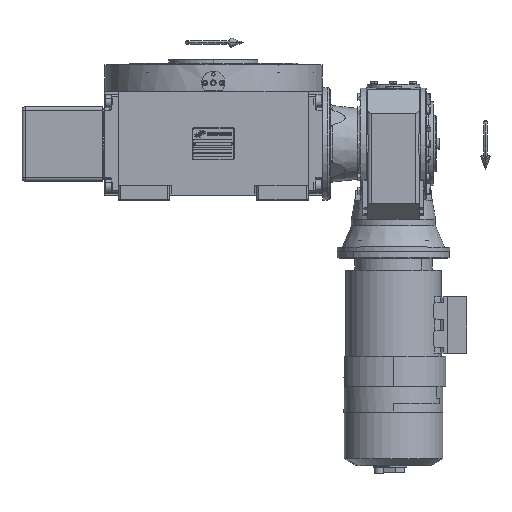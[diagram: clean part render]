
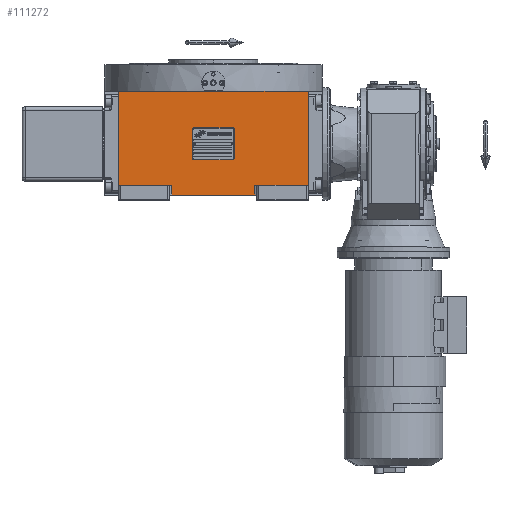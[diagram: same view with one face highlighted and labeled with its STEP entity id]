
A CAD part, top view. The second image highlights one B-rep face of the part: STEP entity #111272.
In plain terms, the highlighted planar face has unit normal (0, 0, 1).
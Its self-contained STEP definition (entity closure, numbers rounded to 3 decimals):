
#428 = VERTEX_POINT ( 'NONE', #66582 ) ;
#1657 = DIRECTION ( 'NONE',  ( 1., 0., 0. ) ) ;
#3391 = LINE ( 'NONE', #68195, #110705 ) ;
#6529 = LINE ( 'NONE', #42890, #80646 ) ;
#9035 = DIRECTION ( 'NONE',  ( 0., 1., 0. ) ) ;
#14458 = CARTESIAN_POINT ( 'NONE',  ( -59., -73., 226. ) ) ;
#16711 = DIRECTION ( 'NONE',  ( 1., 0., 0. ) ) ;
#16947 = LINE ( 'NONE', #62364, #36676 ) ;
#18734 = VERTEX_POINT ( 'NONE', #107993 ) ;
#19342 = DIRECTION ( 'NONE',  ( 1., 0., 0. ) ) ;
#19849 = CARTESIAN_POINT ( 'NONE',  ( -135., -59., 226. ) ) ;
#20539 = LINE ( 'NONE', #113218, #62498 ) ;
#21342 = VERTEX_POINT ( 'NONE', #55370 ) ;
#23188 = EDGE_LOOP ( 'NONE', ( #63946, #76149, #28116, #25558, #95009, #70501, #83655, #67874 ) ) ;
#24222 = VERTEX_POINT ( 'NONE', #98092 ) ;
#24847 = VECTOR ( 'NONE', #16711, 1000. ) ;
#25558 = ORIENTED_EDGE ( 'NONE', *, *, #78620, .T. ) ;
#25706 = EDGE_CURVE ( 'NONE', #18734, #38875, #3391, .T. ) ;
#26729 = CARTESIAN_POINT ( 'NONE',  ( 59., -73., 226. ) ) ;
#28116 = ORIENTED_EDGE ( 'NONE', *, *, #84220, .T. ) ;
#29061 = CARTESIAN_POINT ( 'NONE',  ( -59., -73., 226. ) ) ;
#32647 = EDGE_CURVE ( 'NONE', #43158, #38875, #95645, .T. ) ;
#36676 = VECTOR ( 'NONE', #9035, 1000. ) ;
#38875 = VERTEX_POINT ( 'NONE', #26729 ) ;
#40635 = VERTEX_POINT ( 'NONE', #97942 ) ;
#42890 = CARTESIAN_POINT ( 'NONE',  ( -135., -59., 226. ) ) ;
#43158 = VERTEX_POINT ( 'NONE', #14458 ) ;
#47128 = LINE ( 'NONE', #19849, #112538 ) ;
#47772 = CARTESIAN_POINT ( 'NONE',  ( 135., 75., 226. ) ) ;
#49810 = FACE_OUTER_BOUND ( 'NONE', #23188, .T. ) ;
#51605 = EDGE_CURVE ( 'NONE', #40635, #24222, #6529, .T. ) ;
#54558 = EDGE_CURVE ( 'NONE', #24222, #65346, #108150, .T. ) ;
#55370 = CARTESIAN_POINT ( 'NONE',  ( 135., -59., 226. ) ) ;
#61041 = DIRECTION ( 'NONE',  ( 0., 1., 0. ) ) ;
#62118 = CARTESIAN_POINT ( 'NONE',  ( -135., 75., 226. ) ) ;
#62364 = CARTESIAN_POINT ( 'NONE',  ( 135., -59., 226. ) ) ;
#62498 = VECTOR ( 'NONE', #85319, 1000. ) ;
#63107 = DIRECTION ( 'NONE',  ( 0., 1., 0. ) ) ;
#63946 = ORIENTED_EDGE ( 'NONE', *, *, #32647, .T. ) ;
#65346 = VERTEX_POINT ( 'NONE', #47772 ) ;
#66582 = CARTESIAN_POINT ( 'NONE',  ( -59., -59., 226. ) ) ;
#67379 = PLANE ( 'NONE',  #115055 ) ;
#67874 = ORIENTED_EDGE ( 'NONE', *, *, #117022, .F. ) ;
#68195 = CARTESIAN_POINT ( 'NONE',  ( 59., -59., 226. ) ) ;
#70501 = ORIENTED_EDGE ( 'NONE', *, *, #51605, .F. ) ;
#76149 = ORIENTED_EDGE ( 'NONE', *, *, #25706, .F. ) ;
#78620 = EDGE_CURVE ( 'NONE', #21342, #65346, #16947, .T. ) ;
#80646 = VECTOR ( 'NONE', #61041, 1000. ) ;
#83655 = ORIENTED_EDGE ( 'NONE', *, *, #101377, .T. ) ;
#84220 = EDGE_CURVE ( 'NONE', #18734, #21342, #20539, .T. ) ;
#85319 = DIRECTION ( 'NONE',  ( 1., 0., 0. ) ) ;
#89597 = VECTOR ( 'NONE', #19342, 1000. ) ;
#90945 = LINE ( 'NONE', #118837, #118617 ) ;
#94857 = DIRECTION ( 'NONE',  ( 0., -1., 0. ) ) ;
#95009 = ORIENTED_EDGE ( 'NONE', *, *, #54558, .F. ) ;
#95645 = LINE ( 'NONE', #29061, #89597 ) ;
#95832 = DIRECTION ( 'NONE',  ( 0., 0., 1. ) ) ;
#96405 = CARTESIAN_POINT ( 'NONE',  ( -135., -73., 226. ) ) ;
#97942 = CARTESIAN_POINT ( 'NONE',  ( -135., -59., 226. ) ) ;
#98092 = CARTESIAN_POINT ( 'NONE',  ( -135., 75., 226. ) ) ;
#101377 = EDGE_CURVE ( 'NONE', #40635, #428, #47128, .T. ) ;
#107993 = CARTESIAN_POINT ( 'NONE',  ( 59., -59., 226. ) ) ;
#108150 = LINE ( 'NONE', #62118, #24847 ) ;
#110705 = VECTOR ( 'NONE', #94857, 1000. ) ;
#111272 = ADVANCED_FACE ( 'NONE', ( #49810 ), #67379, .T. ) ;
#112538 = VECTOR ( 'NONE', #1657, 1000. ) ;
#112831 = DIRECTION ( 'NONE',  ( 1., 0., 0. ) ) ;
#113218 = CARTESIAN_POINT ( 'NONE',  ( 59., -59., 226. ) ) ;
#115055 = AXIS2_PLACEMENT_3D ( 'NONE', #96405, #95832, #112831 ) ;
#117022 = EDGE_CURVE ( 'NONE', #43158, #428, #90945, .T. ) ;
#118617 = VECTOR ( 'NONE', #63107, 1000. ) ;
#118837 = CARTESIAN_POINT ( 'NONE',  ( -59., -73., 226. ) ) ;
